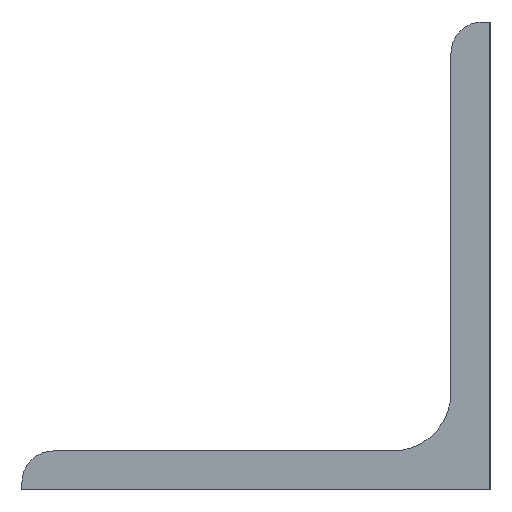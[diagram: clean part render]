
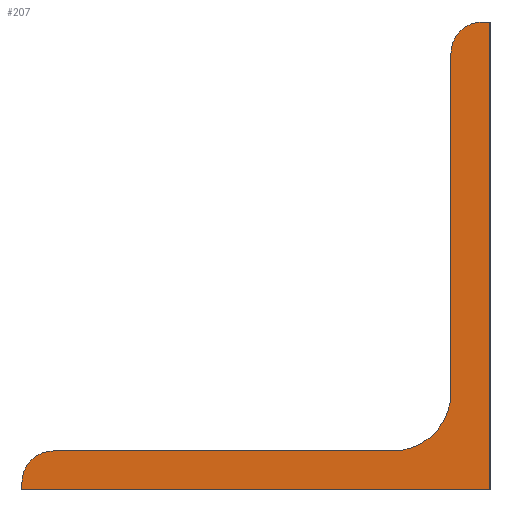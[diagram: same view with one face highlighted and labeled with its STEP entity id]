
A CAD part, left-side view. The second image highlights one B-rep face of the part: STEP entity #207.
In plain terms, the highlighted planar face has unit normal (-1, 0, 0).
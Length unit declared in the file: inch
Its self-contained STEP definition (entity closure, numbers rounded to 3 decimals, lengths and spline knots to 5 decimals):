
#17=CIRCLE('',#239,0.2);
#18=CIRCLE('',#240,0.2);
#19=CIRCLE('',#241,0.375);
#24=FACE_OUTER_BOUND('',#35,.T.);
#35=EDGE_LOOP('',(#136,#137,#138,#139,#140,#141,#142,#143,#144));
#48=LINE('',#320,#69);
#49=LINE('',#326,#70);
#50=LINE('',#327,#71);
#51=LINE('',#329,#72);
#52=LINE('',#333,#73);
#53=LINE('',#336,#74);
#69=VECTOR('',#261,39.37008);
#70=VECTOR('',#266,39.37008);
#71=VECTOR('',#267,39.37008);
#72=VECTOR('',#268,39.37008);
#73=VECTOR('',#271,39.37008);
#74=VECTOR('',#274,39.37008);
#88=VERTEX_POINT('',#314);
#90=VERTEX_POINT('',#318);
#91=VERTEX_POINT('',#322);
#92=VERTEX_POINT('',#323);
#93=VERTEX_POINT('',#325);
#94=VERTEX_POINT('',#328);
#95=VERTEX_POINT('',#330);
#96=VERTEX_POINT('',#332);
#97=VERTEX_POINT('',#334);
#108=EDGE_CURVE('',#88,#90,#48,.T.);
#109=EDGE_CURVE('',#91,#92,#17,.T.);
#110=EDGE_CURVE('',#91,#93,#49,.T.);
#111=EDGE_CURVE('',#88,#93,#50,.T.);
#112=EDGE_CURVE('',#94,#90,#51,.T.);
#113=EDGE_CURVE('',#95,#94,#18,.T.);
#114=EDGE_CURVE('',#96,#95,#52,.T.);
#115=EDGE_CURVE('',#97,#96,#19,.T.);
#116=EDGE_CURVE('',#92,#97,#53,.T.);
#136=ORIENTED_EDGE('',*,*,#109,.F.);
#137=ORIENTED_EDGE('',*,*,#110,.T.);
#138=ORIENTED_EDGE('',*,*,#111,.F.);
#139=ORIENTED_EDGE('',*,*,#108,.T.);
#140=ORIENTED_EDGE('',*,*,#112,.F.);
#141=ORIENTED_EDGE('',*,*,#113,.F.);
#142=ORIENTED_EDGE('',*,*,#114,.F.);
#143=ORIENTED_EDGE('',*,*,#115,.F.);
#144=ORIENTED_EDGE('',*,*,#116,.F.);
#187=PLANE('',#238);
#207=ADVANCED_FACE('',(#24),#187,.F.);
#238=AXIS2_PLACEMENT_3D('',#321,#262,#263);
#239=AXIS2_PLACEMENT_3D('',#324,#264,#265);
#240=AXIS2_PLACEMENT_3D('',#331,#269,#270);
#241=AXIS2_PLACEMENT_3D('',#335,#272,#273);
#261=DIRECTION('',(0.,0.,1.));
#262=DIRECTION('center_axis',(1.,0.,0.));
#263=DIRECTION('ref_axis',(0.,0.,-1.));
#264=DIRECTION('center_axis',(1.,0.,0.));
#265=DIRECTION('ref_axis',(0.,0.,-1.));
#266=DIRECTION('',(0.,0.,-1.));
#267=DIRECTION('',(0.,1.,0.));
#268=DIRECTION('',(0.,-1.,0.));
#269=DIRECTION('center_axis',(1.,0.,0.));
#270=DIRECTION('ref_axis',(0.,0.,-1.));
#271=DIRECTION('',(0.,0.,1.));
#272=DIRECTION('center_axis',(-1.,0.,0.));
#273=DIRECTION('ref_axis',(0.,0.,1.));
#274=DIRECTION('',(0.,-1.,0.));
#314=CARTESIAN_POINT('',(-20.375,0.,0.));
#318=CARTESIAN_POINT('',(-20.375,0.,3.));
#320=CARTESIAN_POINT('',(-20.375,0.,1.5));
#321=CARTESIAN_POINT('Origin',(-20.375,1.5,1.5));
#322=CARTESIAN_POINT('',(-20.375,3.,0.05));
#323=CARTESIAN_POINT('',(-20.375,2.8,0.25));
#324=CARTESIAN_POINT('Origin',(-20.375,2.8,0.05));
#325=CARTESIAN_POINT('',(-20.375,3.,0.));
#326=CARTESIAN_POINT('',(-20.375,3.,0.125));
#327=CARTESIAN_POINT('',(-20.375,1.5,0.));
#328=CARTESIAN_POINT('',(-20.375,0.05,3.));
#329=CARTESIAN_POINT('',(-20.375,1.5,3.));
#330=CARTESIAN_POINT('',(-20.375,0.25,2.8));
#331=CARTESIAN_POINT('Origin',(-20.375,0.05,2.8));
#332=CARTESIAN_POINT('',(-20.375,0.25,0.625));
#333=CARTESIAN_POINT('',(-20.375,0.25,1.5));
#334=CARTESIAN_POINT('',(-20.375,0.625,0.25));
#335=CARTESIAN_POINT('Origin',(-20.375,0.625,0.625));
#336=CARTESIAN_POINT('',(-20.375,1.5,0.25));
